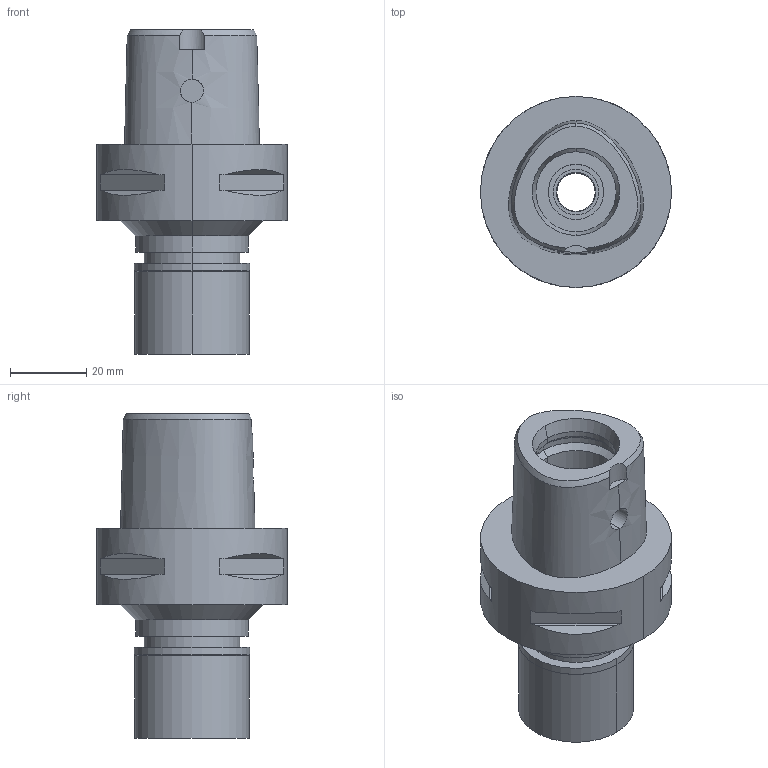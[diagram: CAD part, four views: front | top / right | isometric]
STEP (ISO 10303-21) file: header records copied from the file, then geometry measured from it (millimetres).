
FILE_DESCRIPTION((''),'2;1');
FILE_NAME('C5-MEGA10N-55-100_ASM','2018-12-17T',('ykawabe'),(''),'CREO PARAMETRIC BY PTC INC, 2016380','CREO PARAMETRIC BY PTC INC, 2016380','');
FILE_SCHEMA(('AUTOMOTIVE_DESIGN { 1 0 10303 214 1 1 1 1 }'));
Length unit declared in the file: millimetre
Products named in the file (5): C5-MEGA10N-55_1; NBC10-10_1; MGN10_1; DXF_TEMP_ASSY_ASM_4_ASM; C5-MEGA10N-55-100_ASM
Assembly tree (4 placements, depth 3):
  C5-MEGA10N-55-100_ASM
    DXF_TEMP_ASSY_ASM_4_ASM
      C5-MEGA10N-55_1
      NBC10-10_1
      MGN10_1
Bounding box: 50 x 50 x 85 mm (x, y, z)
Volume: 74710 mm3; surface area: 23145 mm2
Topology: 3 solids, 3 shells, 113 faces, 242 edges, 153 vertices
Faces by surface type: cylinder 47, plane 44, cone 16, bspline 4, torus 2
Entity records: 5635 total; most frequent: CARTESIAN_POINT 1565, DIRECTION 604, ORIENTED_EDGE 484, AXIS2_PLACEMENT_3D 256, PRESENTATION_STYLE_ASSIGNMENT 250, STYLED_ITEM 250, CURVE_STYLE 247, EDGE_CURVE 242
